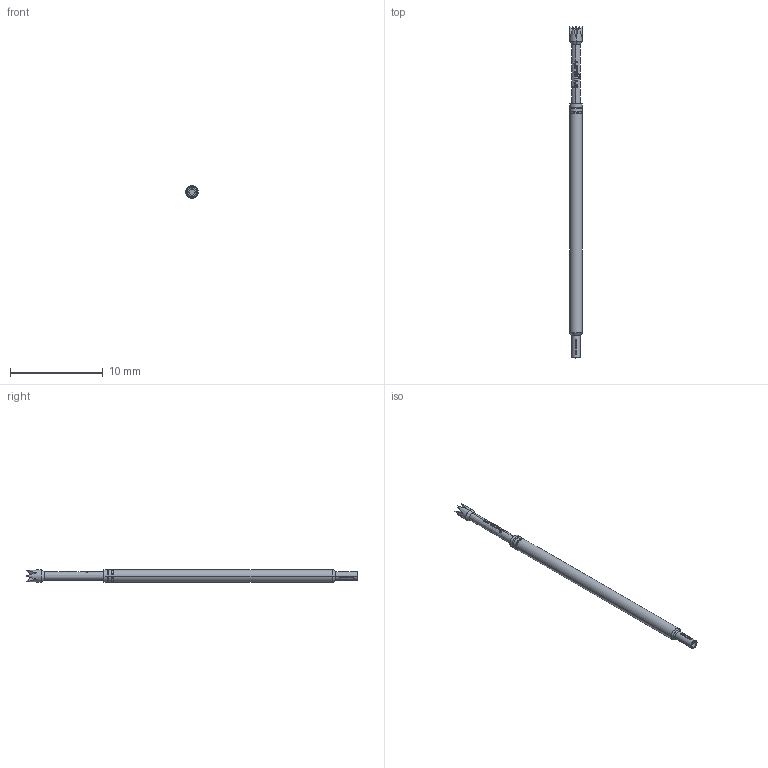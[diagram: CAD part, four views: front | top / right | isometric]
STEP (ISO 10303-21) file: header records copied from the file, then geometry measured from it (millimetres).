
FILE_DESCRIPTION (( 'STEP AP203' ), '1' );
FILE_NAME ('INGUN_S-075_225_130_A_xx00_S.STEP', '2022-01-27T14:32:39', ( 'ochi' ), ( '' ), 'SwSTEP 2.0', 'SolidWorks 2018', '' );
FILE_SCHEMA (( 'CONFIG_CONTROL_DESIGN' ));
Length unit declared in the file: millimetre
Products named in the file (1): INGUN_S-075_225_130_A_xx00_S
Bounding box: 1.37 x 35.81 x 1.37 mm (x, y, z)
Volume: 43.2 mm3; surface area: 150.5 mm2
Topology: 1 solids, 1 shells, 163 faces, 423 edges, 269 vertices
Faces by surface type: bspline 74, cylinder 34, plane 21, cone 18, torus 16
Entity records: 7470 total; most frequent: CARTESIAN_POINT 4142, ORIENTED_EDGE 842, EDGE_CURVE 421, DIRECTION 405, VERTEX_POINT 269, B_SPLINE_CURVE_WITH_KNOTS 262, EDGE_LOOP 172, AXIS2_PLACEMENT_3D 168
